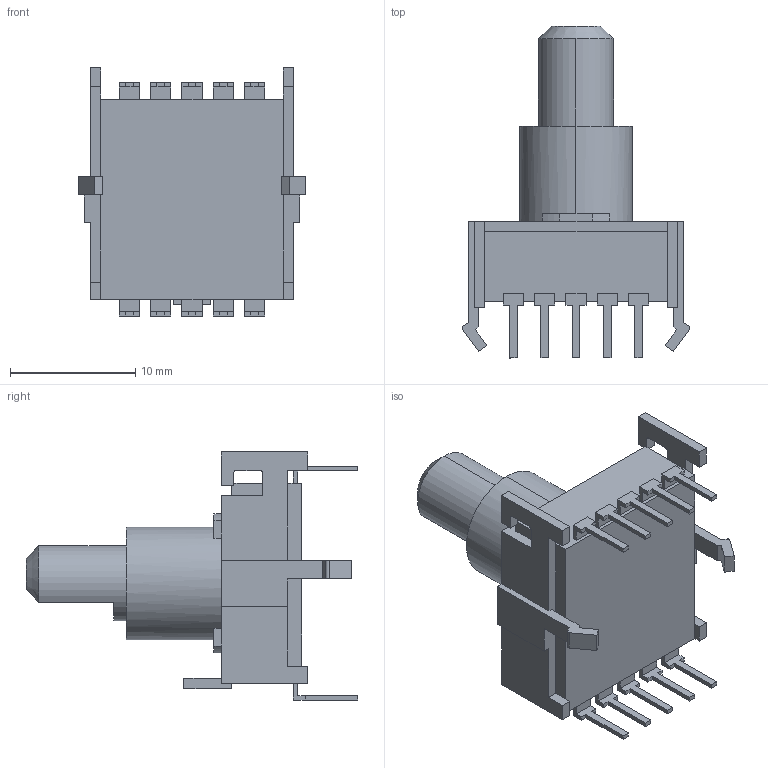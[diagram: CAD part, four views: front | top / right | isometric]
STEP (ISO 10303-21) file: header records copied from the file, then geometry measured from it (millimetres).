
FILE_DESCRIPTION (( 'STEP AP214' ), '1' );
FILE_NAME ('SRBV181004.STEP', '2014-03-13T05:05:50', ( 'user' ), ( 'Hewlett-Packard Company' ), 'SwSTEP 2.0', 'SolidWorks 2012', '' );
FILE_SCHEMA (( 'AUTOMOTIVE_DESIGN' ));
Length unit declared in the file: millimetre
Products named in the file (1): SRBV181004
Bounding box: 18.2 x 26.5 x 19.82 mm (x, y, z)
Volume: 2366.8 mm3; surface area: 1613.9 mm2
Topology: 1 solids, 1 shells, 211 faces, 587 edges, 386 vertices
Faces by surface type: plane 195, cylinder 15, cone 1
Entity records: 8995 total; most frequent: CARTESIAN_POINT 1191, ORIENTED_EDGE 1174, DIRECTION 1046, EDGE_CURVE 587, LINE 548, VECTOR 548, VERTEX_POINT 386, AXIS2_PLACEMENT_3D 249
